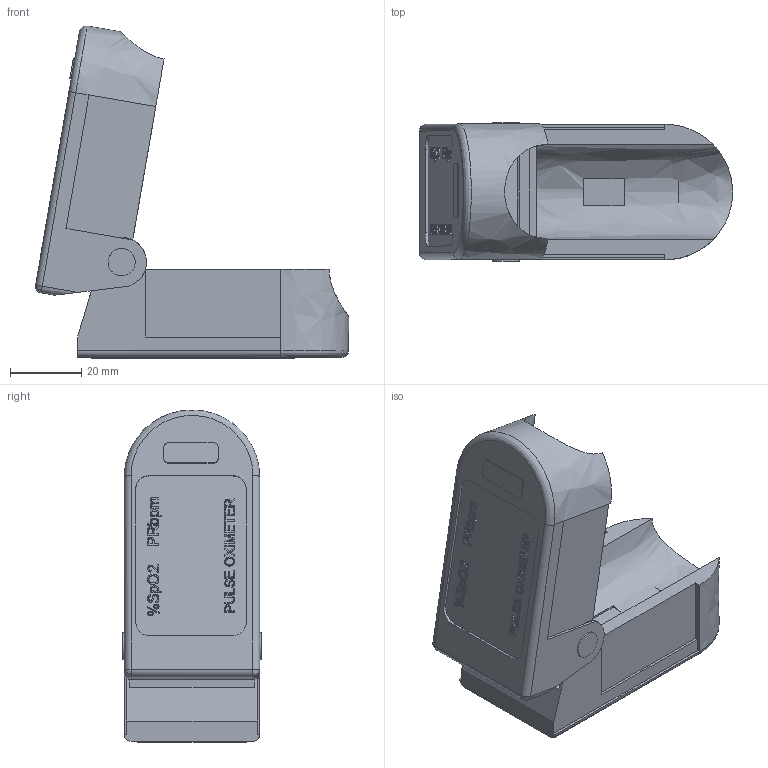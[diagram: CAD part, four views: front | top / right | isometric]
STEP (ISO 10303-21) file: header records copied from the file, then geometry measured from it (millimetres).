
FILE_DESCRIPTION(('FreeCAD Model'),'2;1');
FILE_NAME('Open CASCADE Shape Model','2025-04-29T06:33:58',('FreeCAD'),( 'FreeCAD'),'Open CASCADE STEP processor 7.6','FreeCAD','Unknown');
FILE_SCHEMA(('AUTOMOTIVE_DESIGN { 1 0 10303 214 1 1 1 1 }'));
Length unit declared in the file: millimetre
Products named in the file (1): Open CASCADE STEP translator 7.6 1
Bounding box: 87.69 x 38.7 x 92.99 mm (x, y, z)
Volume: 45096.2 mm3; surface area: 33805.7 mm2
Topology: 3 solids, 4 shells, 618 faces, 1679 edges, 1104 vertices
Faces by surface type: bspline 618
Entity records: 21220 total; most frequent: CARTESIAN_POINT 10926, ORIENTED_EDGE 3356, EDGE_CURVE 1679, B_SPLINE_CURVE_WITH_KNOTS 1594, VERTEX_POINT 1104, FACE_BOUND 672, EDGE_LOOP 672, ADVANCED_FACE 618
